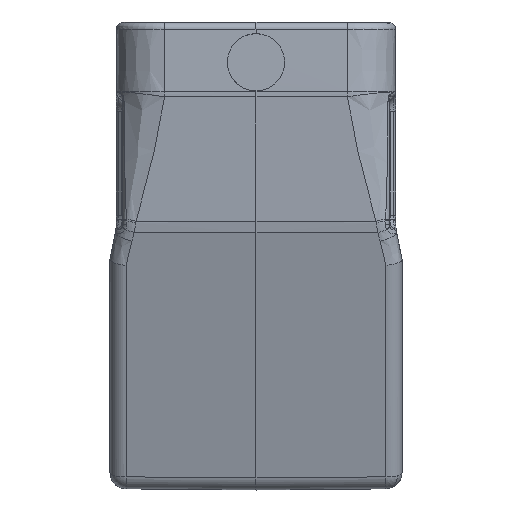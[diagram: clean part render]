
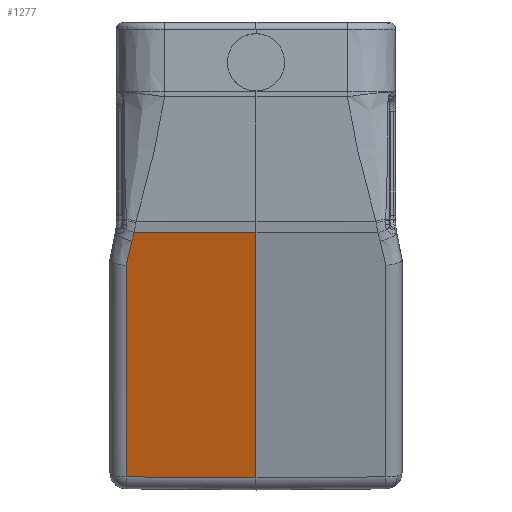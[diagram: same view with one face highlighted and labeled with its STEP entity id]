
A CAD part, left-side view. The second image highlights one B-rep face of the part: STEP entity #1277.
In plain terms, the highlighted planar face has unit normal (-0.966, 0.009, -0.259).
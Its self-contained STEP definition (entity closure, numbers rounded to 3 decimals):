
#571=FACE_OUTER_BOUND('',#3013,.T.);
#1277=ADVANCED_FACE('',(#571),#1957,.T.);
#1957=PLANE('',#11999);
#2375=B_SPLINE_CURVE_WITH_KNOTS('',3,(#17864,#17865,#17866,#17867,#17868,
#17869),.UNSPECIFIED.,.F.,.F.,(4,1,1,4),(0.,0.333,0.667,
1.),.UNSPECIFIED.);
#2376=B_SPLINE_CURVE_WITH_KNOTS('',3,(#17871,#17872,#17873,#17874,#17875,
#17876,#17877,#17878),.UNSPECIFIED.,.F.,.F.,(4,2,2,4),(0.,0.25,0.5,1.),
 .UNSPECIFIED.);
#2377=B_SPLINE_CURVE_WITH_KNOTS('',3,(#17880,#17881,#17882,#17883),
 .UNSPECIFIED.,.F.,.F.,(4,4),(0.,1.),.UNSPECIFIED.);
#3013=EDGE_LOOP('',(#5590,#5591,#5592,#5593,#5594,#5595));
#3792=LINE('',#17858,#4558);
#3793=LINE('',#17860,#4559);
#3794=LINE('',#17863,#4560);
#4558=VECTOR('',#13123,1.);
#4559=VECTOR('',#13126,1.);
#4560=VECTOR('',#13127,1.);
#5590=ORIENTED_EDGE('',*,*,#10094,.F.);
#5591=ORIENTED_EDGE('',*,*,#10095,.T.);
#5592=ORIENTED_EDGE('',*,*,#10093,.T.);
#5593=ORIENTED_EDGE('',*,*,#10096,.F.);
#5594=ORIENTED_EDGE('',*,*,#10097,.T.);
#5595=ORIENTED_EDGE('',*,*,#10098,.T.);
#8963=VERTEX_POINT('',#17838);
#8966=VERTEX_POINT('',#17857);
#8967=VERTEX_POINT('',#17861);
#8968=VERTEX_POINT('',#17862);
#8969=VERTEX_POINT('',#17870);
#8970=VERTEX_POINT('',#17879);
#10093=EDGE_CURVE('',#8963,#8966,#3792,.T.);
#10094=EDGE_CURVE('',#8967,#8968,#3793,.T.);
#10095=EDGE_CURVE('',#8967,#8963,#3794,.T.);
#10096=EDGE_CURVE('',#8969,#8966,#2375,.T.);
#10097=EDGE_CURVE('',#8969,#8970,#2376,.T.);
#10098=EDGE_CURVE('',#8970,#8968,#2377,.T.);
#11999=AXIS2_PLACEMENT_3D('',#17884,#13128,#13129);
#13123=DIRECTION('',(0.009,1.,0.002));
#13126=DIRECTION('',(0.007,1.,0.009));
#13127=DIRECTION('',(-0.259,0.,0.966));
#13128=DIRECTION('',(-0.966,0.009,-0.259));
#13129=DIRECTION('',(-0.259,0.,0.966));
#17838=CARTESIAN_POINT('',(-34.58,0.,-32.345));
#17857=CARTESIAN_POINT('',(-34.418,18.767,-32.316));
#17858=CARTESIAN_POINT('',(-34.58,0.,-32.345));
#17860=CARTESIAN_POINT('',(-24.451,0.,-70.147));
#17861=CARTESIAN_POINT('',(-24.451,0.,-70.147));
#17862=CARTESIAN_POINT('',(-24.317,20.022,-69.972));
#17863=CARTESIAN_POINT('',(-24.451,0.,-70.147));
#17864=CARTESIAN_POINT('',(-34.05,19.115,-33.678));
#17865=CARTESIAN_POINT('',(-34.085,19.077,-33.549));
#17866=CARTESIAN_POINT('',(-34.16,18.999,-33.274));
#17867=CARTESIAN_POINT('',(-34.341,18.84,-32.602));
#17868=CARTESIAN_POINT('',(-34.397,18.787,-32.395));
#17869=CARTESIAN_POINT('',(-34.418,18.767,-32.316));
#17870=CARTESIAN_POINT('',(-34.05,19.115,-33.678));
#17871=CARTESIAN_POINT('',(-34.05,19.115,-33.678));
#17872=CARTESIAN_POINT('',(-33.941,19.235,-34.082));
#17873=CARTESIAN_POINT('',(-33.842,19.34,-34.449));
#17874=CARTESIAN_POINT('',(-33.663,19.52,-35.108));
#17875=CARTESIAN_POINT('',(-33.573,19.605,-35.441));
#17876=CARTESIAN_POINT('',(-33.4,19.756,-36.083));
#17877=CARTESIAN_POINT('',(-33.204,19.91,-36.81));
#17878=CARTESIAN_POINT('',(-33.046,20.022,-37.395));
#17879=CARTESIAN_POINT('',(-33.046,20.022,-37.395));
#17880=CARTESIAN_POINT('',(-33.046,20.022,-37.395));
#17881=CARTESIAN_POINT('',(-30.136,20.022,-48.254));
#17882=CARTESIAN_POINT('',(-27.227,20.022,-59.113));
#17883=CARTESIAN_POINT('',(-24.317,20.022,-69.972));
#17884=CARTESIAN_POINT('',(-23.955,0.,-72.));
